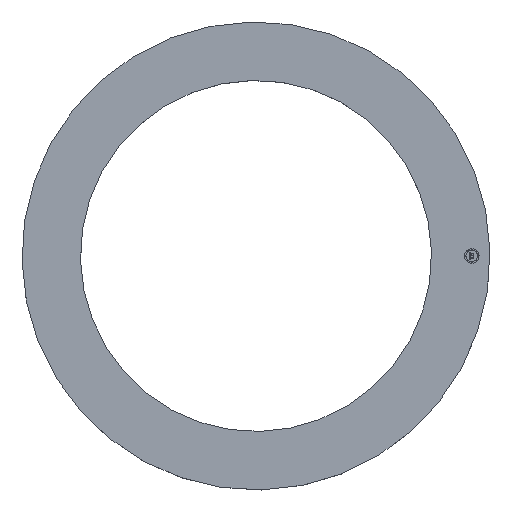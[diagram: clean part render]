
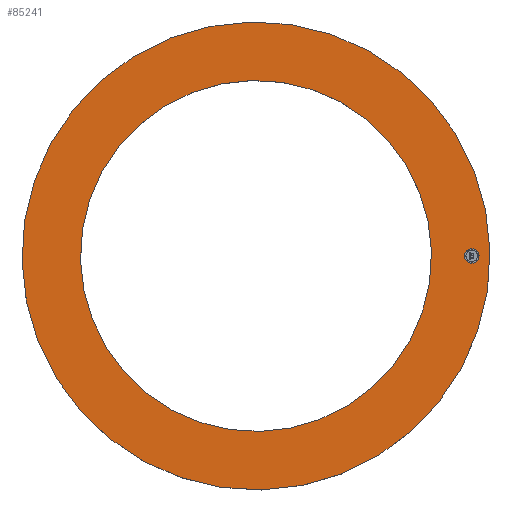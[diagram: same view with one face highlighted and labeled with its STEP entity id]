
A CAD part, top view. The second image highlights one B-rep face of the part: STEP entity #85241.
In plain terms, the highlighted planar face has unit normal (0, 0, 1).
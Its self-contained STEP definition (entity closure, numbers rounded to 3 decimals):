
#5248=AXIS2_PLACEMENT_3D('Circle Axis2P3D',#5246,#5247,$) ;
#5267=AXIS2_PLACEMENT_3D('Circle Axis2P3D',#5265,#5266,$) ;
#7863=AXIS2_PLACEMENT_3D('Circle Axis2P3D',#7861,#7862,$) ;
#7889=AXIS2_PLACEMENT_3D('Circle Axis2P3D',#7887,#7888,$) ;
#85213=AXIS2_PLACEMENT_3D('Plane Axis2P3D',#85210,#85211,#85212) ;
#85225=AXIS2_PLACEMENT_3D('Circle Axis2P3D',#85223,#85224,$) ;
#85234=AXIS2_PLACEMENT_3D('Circle Axis2P3D',#85232,#85233,$) ;
#5243=CARTESIAN_POINT('Vertex',(-7.671,-14.041,2.5)) ;
#5246=CARTESIAN_POINT('Axis2P3D Location',(0.,0.,2.5)) ;
#5250=CARTESIAN_POINT('Vertex',(7.671,14.041,2.5)) ;
#5265=CARTESIAN_POINT('Axis2P3D Location',(0.,0.,2.5)) ;
#7861=CARTESIAN_POINT('Axis2P3D Location',(0.,0.,2.5)) ;
#7865=CARTESIAN_POINT('Vertex',(5.753,10.531,2.5)) ;
#7867=CARTESIAN_POINT('Vertex',(-5.753,-10.531,2.5)) ;
#7887=CARTESIAN_POINT('Axis2P3D Location',(0.,0.,2.5)) ;
#85210=CARTESIAN_POINT('Axis2P3D Location',(0.,12.,2.5)) ;
#85223=CARTESIAN_POINT('Axis2P3D Location',(14.75,0.,2.5)) ;
#85227=CARTESIAN_POINT('Vertex',(14.75,-0.5,2.5)) ;
#85229=CARTESIAN_POINT('Vertex',(14.75,0.5,2.5)) ;
#85232=CARTESIAN_POINT('Axis2P3D Location',(14.75,0.,2.5)) ;
#5247=DIRECTION('Axis2P3D Direction',(0.,0.,-0.039)) ;
#5266=DIRECTION('Axis2P3D Direction',(0.,0.,-0.039)) ;
#7862=DIRECTION('Axis2P3D Direction',(0.,0.,-0.039)) ;
#7888=DIRECTION('Axis2P3D Direction',(0.,0.,-0.039)) ;
#85211=DIRECTION('Axis2P3D Direction',(0.,0.,-0.039)) ;
#85212=DIRECTION('Axis2P3D XDirection',(0.039,0.,0.)) ;
#85224=DIRECTION('Axis2P3D Direction',(0.,0.,-0.039)) ;
#85233=DIRECTION('Axis2P3D Direction',(0.,0.,-0.039)) ;
#85216=ORIENTED_EDGE('',*,*,#5269,.F.) ;
#85217=ORIENTED_EDGE('',*,*,#5252,.F.) ;
#85220=ORIENTED_EDGE('',*,*,#7891,.T.) ;
#85221=ORIENTED_EDGE('',*,*,#7869,.T.) ;
#85238=ORIENTED_EDGE('',*,*,#85231,.F.) ;
#85239=ORIENTED_EDGE('',*,*,#85236,.F.) ;
#85222=FACE_BOUND('',#85219,.T.) ;
#85240=FACE_BOUND('',#85237,.T.) ;
#85241=ADVANCED_FACE('PartBody',(#85218,#85222,#85240),#85214,.F.) ;
#5249=CIRCLE('generated circle',#5248,16.) ;
#5268=CIRCLE('generated circle',#5267,16.) ;
#7864=CIRCLE('generated circle',#7863,12.) ;
#7890=CIRCLE('generated circle',#7889,12.) ;
#85226=CIRCLE('generated circle',#85225,0.5) ;
#85235=CIRCLE('generated circle',#85234,0.5) ;
#5252=EDGE_CURVE('',#5244,#5251,#5249,.T.) ;
#5269=EDGE_CURVE('',#5251,#5244,#5268,.T.) ;
#7869=EDGE_CURVE('',#7866,#7868,#7864,.T.) ;
#7891=EDGE_CURVE('',#7868,#7866,#7890,.T.) ;
#85231=EDGE_CURVE('',#85228,#85230,#85226,.F.) ;
#85236=EDGE_CURVE('',#85230,#85228,#85235,.F.) ;
#85215=EDGE_LOOP('',(#85216,#85217)) ;
#85219=EDGE_LOOP('',(#85220,#85221)) ;
#85237=EDGE_LOOP('',(#85238,#85239)) ;
#85218=FACE_OUTER_BOUND('',#85215,.T.) ;
#85214=PLANE('',#85213) ;
#5244=VERTEX_POINT('',#5243) ;
#5251=VERTEX_POINT('',#5250) ;
#7866=VERTEX_POINT('',#7865) ;
#7868=VERTEX_POINT('',#7867) ;
#85228=VERTEX_POINT('',#85227) ;
#85230=VERTEX_POINT('',#85229) ;
